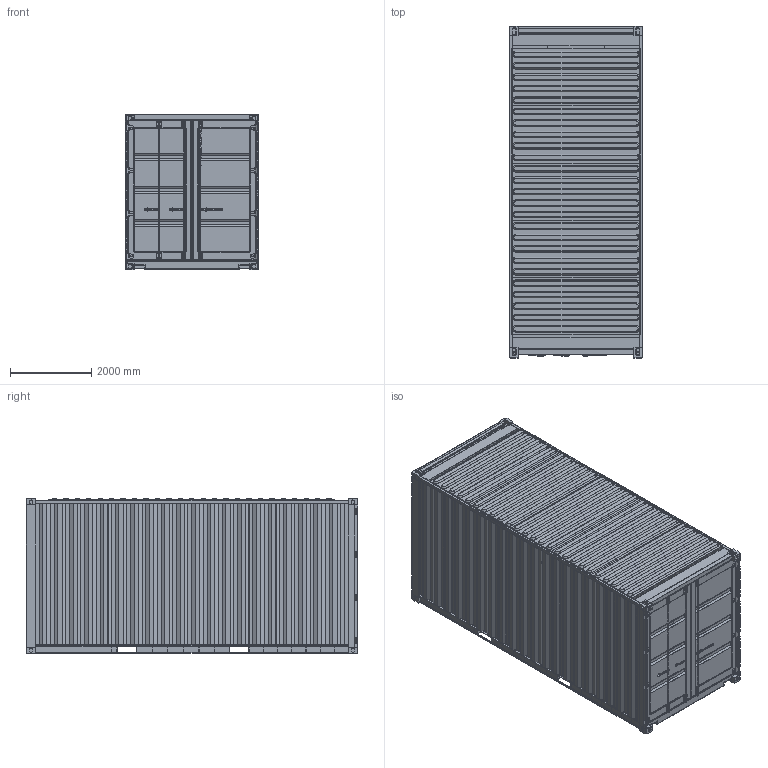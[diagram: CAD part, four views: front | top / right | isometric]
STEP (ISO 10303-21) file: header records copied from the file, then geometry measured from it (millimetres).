
FILE_DESCRIPTION(('FreeCAD Model'),'2;1');
FILE_NAME('Open CASCADE Shape Model','2025-05-05T16:51:55',('FreeCAD'),( 'FreeCAD'),'Open CASCADE STEP processor 7.6','FreeCAD','Unknown');
FILE_SCHEMA(('AUTOMOTIVE_DESIGN { 1 0 10303 214 1 1 1 1 }'));
Products named in the file (1): Open CASCADE STEP translator 7.6 1
Bounding box: 3292.12 x 8181.7 x 3847.11 mm (x, y, z)
Volume: 1821159515.2 mm3; surface area: 367310552.8 mm2
Topology: 85 solids, 85 shells, 2329 faces, 6037 edges, 3972 vertices
Faces by surface type: bspline 2329
Entity records: 66871 total; most frequent: CARTESIAN_POINT 30981, ORIENTED_EDGE 12058, EDGE_CURVE 6029, B_SPLINE_CURVE_WITH_KNOTS 4650, VERTEX_POINT 3956, FACE_BOUND 2515, EDGE_LOOP 2515, ADVANCED_FACE 2329
